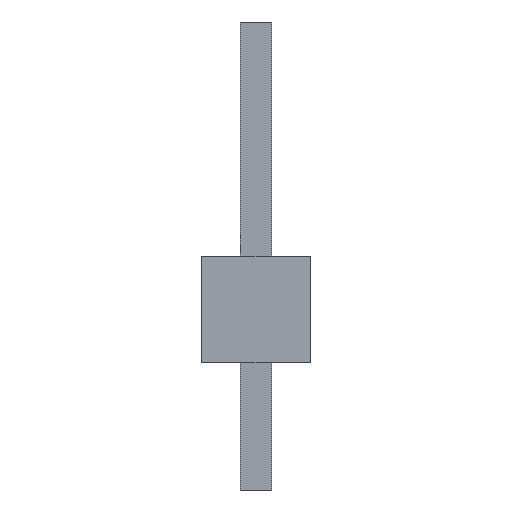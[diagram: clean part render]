
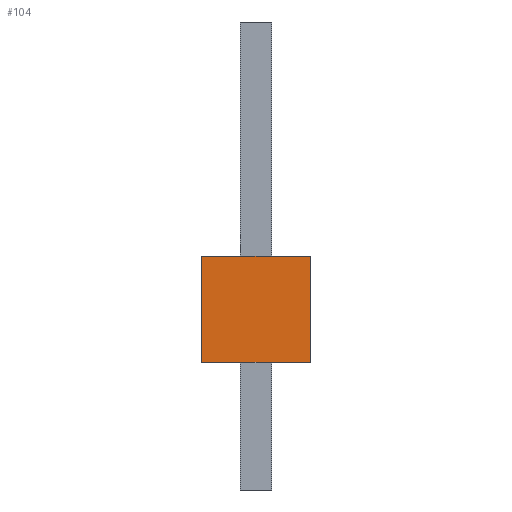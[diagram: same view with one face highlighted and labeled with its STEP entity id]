
A CAD part, front view. The second image highlights one B-rep face of the part: STEP entity #104.
In plain terms, the highlighted planar face has unit normal (0, -1, 0).
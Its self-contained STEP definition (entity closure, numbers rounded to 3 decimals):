
#13=DIRECTION('',(0.,0.,1.));
#14=DIRECTION('',(1.,0.,0.));
#55=EDGE_CURVE('',#56,#58,#60,.T.);
#56=VERTEX_POINT('',#57);
#57=CARTESIAN_POINT('',(-1.27,-1.271,0.));
#58=VERTEX_POINT('',#59);
#59=CARTESIAN_POINT('',(-1.27,-1.271,2.5));
#60=LINE('',#57,#61);
#61=VECTOR('',#13,1.);
#68=DIRECTION('',(0.,1.,0.));
#82=ORIENTED_EDGE('',*,*,#83,.F.);
#83=EDGE_CURVE('',#84,#86,#88,.T.);
#84=VERTEX_POINT('',#85);
#85=CARTESIAN_POINT('',(1.27,-1.271,0.));
#86=VERTEX_POINT('',#87);
#87=CARTESIAN_POINT('',(1.27,-1.271,2.5));
#88=LINE('',#85,#61);
#104=ADVANCED_FACE('',(#105),#115,.F.);
#105=FACE_BOUND('',#106,.F.);
#106=EDGE_LOOP('',(#107,#111,#112,#82));
#107=ORIENTED_EDGE('',*,*,#108,.F.);
#108=EDGE_CURVE('',#56,#84,#109,.T.);
#109=LINE('',#57,#110);
#110=VECTOR('',#14,1.);
#111=ORIENTED_EDGE('',*,*,#55,.T.);
#112=ORIENTED_EDGE('',*,*,#113,.T.);
#113=EDGE_CURVE('',#58,#86,#114,.T.);
#114=LINE('',#59,#110);
#115=PLANE('',#116);
#116=AXIS2_PLACEMENT_3D('',#57,#68,#13);
